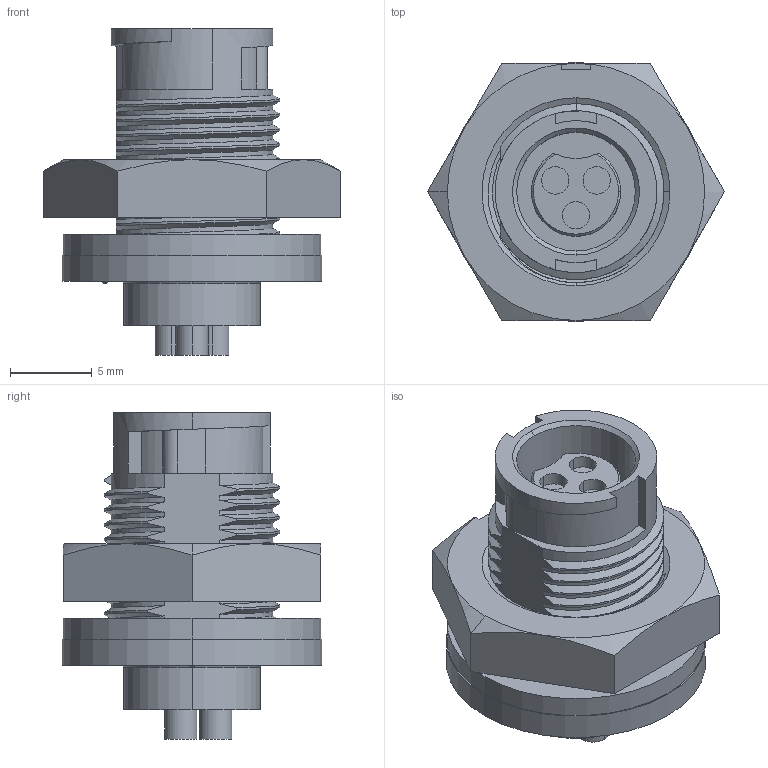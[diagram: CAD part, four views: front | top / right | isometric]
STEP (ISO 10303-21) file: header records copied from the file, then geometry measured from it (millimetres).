
FILE_DESCRIPTION (( 'STEP AP203' ), '1' );
FILE_NAME ('17280-3SG-300.STEP', '2013-11-27T22:05:28', ( '21FPBF1' ), ( 'Conxall' ), 'SwSTEP 2.0', 'SolidWorks 2012', '' );
FILE_SCHEMA (( 'CONFIG_CONTROL_DESIGN' ));
Length unit declared in the file: inch
Products named in the file (1): 17280-3SG-300
Bounding box: 18.18 x 15.88 x 19.96 mm (x, y, z)
Volume: 1927.5 mm3; surface area: 2105.5 mm2
Topology: 2 solids, 2 shells, 157 faces, 414 edges, 273 vertices
Faces by surface type: cylinder 75, plane 38, bspline 24, cone 17, torus 2, sphere 1
Entity records: 11689 total; most frequent: CARTESIAN_POINT 8101, ORIENTED_EDGE 822, DIRECTION 639, EDGE_CURVE 411, VERTEX_POINT 271, AXIS2_PLACEMENT_3D 243, EDGE_LOOP 172, ADVANCED_FACE 157
